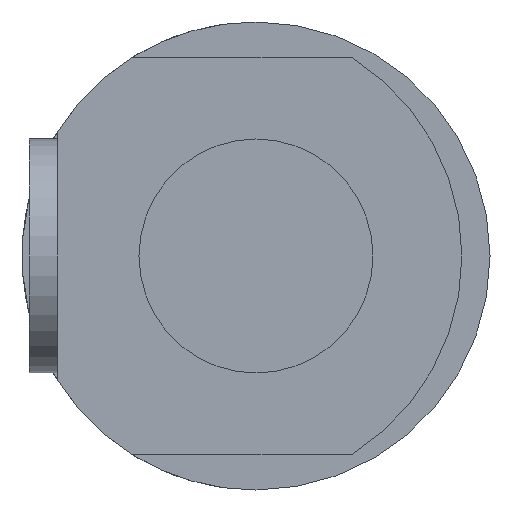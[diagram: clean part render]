
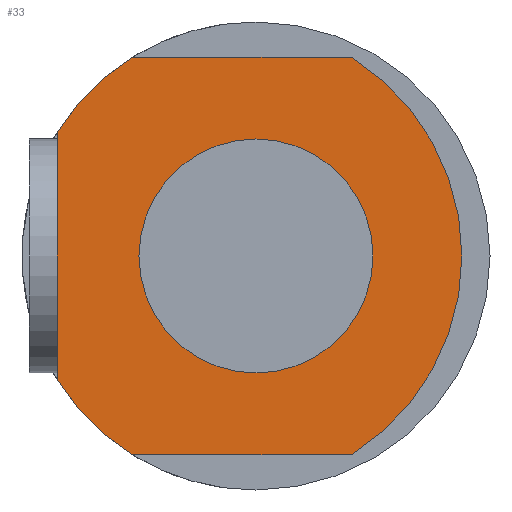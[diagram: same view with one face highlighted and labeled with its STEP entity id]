
A CAD part, left-side view. The second image highlights one B-rep face of the part: STEP entity #33.
In plain terms, the highlighted planar face has unit normal (-1, 0, 0).
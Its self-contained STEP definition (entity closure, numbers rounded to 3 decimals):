
#33 = ADVANCED_FACE ( 'NONE', ( #636, #632 ), #273, .F. ) ;
#52 = EDGE_CURVE ( 'NONE', #1006, #1005, #615, .T. ) ;
#54 = EDGE_CURVE ( 'NONE', #1005, #977, #621, .T. ) ;
#55 = EDGE_CURVE ( 'NONE', #995, #1051, #608, .T. ) ;
#101 = EDGE_CURVE ( 'NONE', #1022, #1050, #555, .T. ) ;
#163 = DIRECTION ( 'NONE',  ( 0., 0., -1. ) ) ;
#164 = DIRECTION ( 'NONE',  ( 1., 0., 0. ) ) ;
#165 = CARTESIAN_POINT ( 'NONE',  ( 3., 0., 0. ) ) ;
#167 = DIRECTION ( 'NONE',  ( 0., 1., 0. ) ) ;
#168 = CARTESIAN_POINT ( 'NONE',  ( 3., -0.202, -8.5 ) ) ;
#169 = DIRECTION ( 'NONE',  ( 0., 0., -1. ) ) ;
#170 = DIRECTION ( 'NONE',  ( 1., 0., 0. ) ) ;
#171 = CARTESIAN_POINT ( 'NONE',  ( 3., 1.2, 0. ) ) ;
#271 = DIRECTION ( 'NONE',  ( 0., 0., -1. ) ) ;
#273 = PLANE ( 'NONE',  #1785 ) ;
#275 = CARTESIAN_POINT ( 'NONE',  ( 3., -8.904, 8.5 ) ) ;
#278 = DIRECTION ( 'NONE',  ( 1., 0., 0. ) ) ;
#386 = VECTOR ( 'NONE', #1257, 1000. ) ;
#389 = LINE ( 'NONE', #1258, #386 ) ;
#391 = VECTOR ( 'NONE', #1264, 1000. ) ;
#394 = LINE ( 'NONE', #1265, #391 ) ;
#435 = CIRCLE ( 'NONE', #1877, 5. ) ;
#503 = CIRCLE ( 'NONE', #1880, 10. ) ;
#555 = CIRCLE ( 'NONE', #1841, 10. ) ;
#605 = VECTOR ( 'NONE', #167, 1000. ) ;
#608 = CIRCLE ( 'NONE', #1791, 5. ) ;
#615 = CIRCLE ( 'NONE', #1796, 10. ) ;
#621 = LINE ( 'NONE', #168, #605 ) ;
#632 = FACE_OUTER_BOUND ( 'NONE', #1080, .T. ) ;
#636 = FACE_BOUND ( 'NONE', #1114, .T. ) ;
#683 = ORIENTED_EDGE ( 'NONE', *, *, #1770, .T. ) ;
#745 = ORIENTED_EDGE ( 'NONE', *, *, #52, .F. ) ;
#746 = ORIENTED_EDGE ( 'NONE', *, *, #55, .T. ) ;
#761 = ORIENTED_EDGE ( 'NONE', *, *, #1726, .F. ) ;
#789 = ORIENTED_EDGE ( 'NONE', *, *, #101, .F. ) ;
#906 = ORIENTED_EDGE ( 'NONE', *, *, #54, .F. ) ;
#915 = ORIENTED_EDGE ( 'NONE', *, *, #1814, .F. ) ;
#940 = ORIENTED_EDGE ( 'NONE', *, *, #1820, .F. ) ;
#977 = VERTEX_POINT ( 'NONE', #1655 ) ;
#995 = VERTEX_POINT ( 'NONE', #1637 ) ;
#1005 = VERTEX_POINT ( 'NONE', #1627 ) ;
#1006 = VERTEX_POINT ( 'NONE', #1626 ) ;
#1022 = VERTEX_POINT ( 'NONE', #1610 ) ;
#1031 = VERTEX_POINT ( 'NONE', #1601 ) ;
#1050 = VERTEX_POINT ( 'NONE', #1582 ) ;
#1051 = VERTEX_POINT ( 'NONE', #1581 ) ;
#1080 = EDGE_LOOP ( 'NONE', ( #906, #745, #940, #789, #915, #761 ) ) ;
#1114 = EDGE_LOOP ( 'NONE', ( #683, #746 ) ) ;
#1257 = DIRECTION ( 'NONE',  ( 0., -1., 0. ) ) ;
#1258 = CARTESIAN_POINT ( 'NONE',  ( 3., -0.202, 8.5 ) ) ;
#1264 = DIRECTION ( 'NONE',  ( 0., 0., 1. ) ) ;
#1265 = CARTESIAN_POINT ( 'NONE',  ( 3., 8.5, 0. ) ) ;
#1447 = DIRECTION ( 'NONE',  ( 0., 0., -1. ) ) ;
#1448 = DIRECTION ( 'NONE',  ( 1., 0., 0. ) ) ;
#1449 = CARTESIAN_POINT ( 'NONE',  ( 3., 0., 0. ) ) ;
#1522 = DIRECTION ( 'NONE',  ( 0., 0., 1. ) ) ;
#1523 = DIRECTION ( 'NONE',  ( 1., 0., 0. ) ) ;
#1524 = CARTESIAN_POINT ( 'NONE',  ( 3., 0., 0. ) ) ;
#1581 = CARTESIAN_POINT ( 'NONE',  ( 3., 0., -5. ) ) ;
#1582 = CARTESIAN_POINT ( 'NONE',  ( 3., 5.268, 8.5 ) ) ;
#1601 = CARTESIAN_POINT ( 'NONE',  ( 3., 8.5, -5.268 ) ) ;
#1610 = CARTESIAN_POINT ( 'NONE',  ( 3., 8.5, 5.268 ) ) ;
#1626 = CARTESIAN_POINT ( 'NONE',  ( 3., -4.068, 8.5 ) ) ;
#1627 = CARTESIAN_POINT ( 'NONE',  ( 3., -4.068, -8.5 ) ) ;
#1637 = CARTESIAN_POINT ( 'NONE',  ( 3., 0., 5. ) ) ;
#1655 = CARTESIAN_POINT ( 'NONE',  ( 3., 5.268, -8.5 ) ) ;
#1717 = DIRECTION ( 'NONE',  ( 0., 0., 1. ) ) ;
#1718 = DIRECTION ( 'NONE',  ( 1., 0., 0. ) ) ;
#1719 = CARTESIAN_POINT ( 'NONE',  ( 3., 0., 0. ) ) ;
#1726 = EDGE_CURVE ( 'NONE', #977, #1031, #503, .T. ) ;
#1770 = EDGE_CURVE ( 'NONE', #1051, #995, #435, .T. ) ;
#1785 = AXIS2_PLACEMENT_3D ( 'NONE', #275, #278, #271 ) ;
#1791 = AXIS2_PLACEMENT_3D ( 'NONE', #165, #164, #163 ) ;
#1796 = AXIS2_PLACEMENT_3D ( 'NONE', #171, #170, #169 ) ;
#1814 = EDGE_CURVE ( 'NONE', #1031, #1022, #394, .T. ) ;
#1820 = EDGE_CURVE ( 'NONE', #1050, #1006, #389, .T. ) ;
#1841 = AXIS2_PLACEMENT_3D ( 'NONE', #1719, #1718, #1717 ) ;
#1877 = AXIS2_PLACEMENT_3D ( 'NONE', #1449, #1448, #1447 ) ;
#1880 = AXIS2_PLACEMENT_3D ( 'NONE', #1524, #1523, #1522 ) ;
